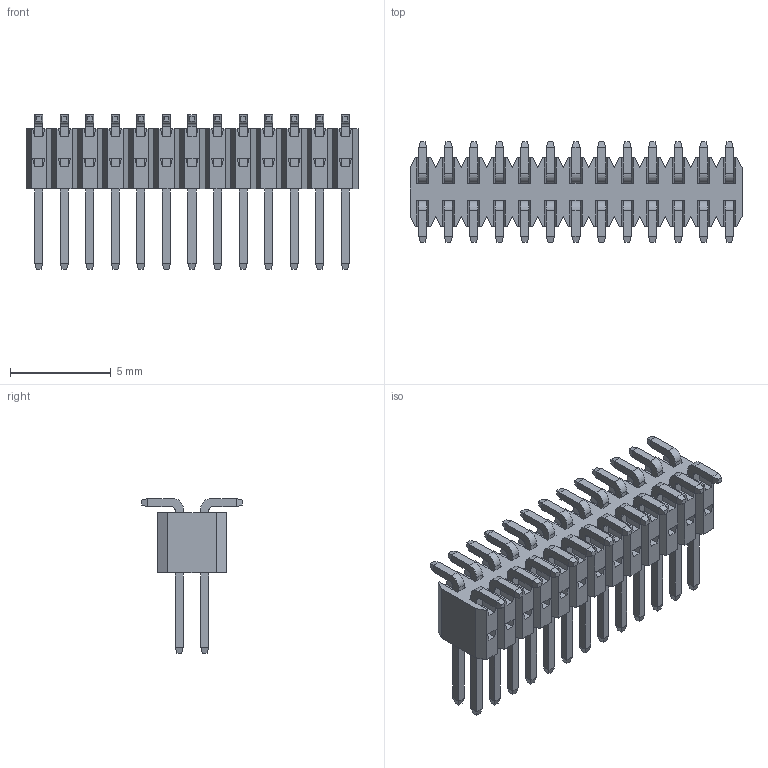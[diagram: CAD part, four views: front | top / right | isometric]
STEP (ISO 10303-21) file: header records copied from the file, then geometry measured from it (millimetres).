
FILE_DESCRIPTION (( 'STEP AP214' ), '1' );
FILE_NAME ('FPH12748-D26S1014110701M-REF.STEP', '2025-01-16T02:54:27', ( '' ), ( '' ), 'SwSTEP 2.0', 'SolidWorks 2021', '' );
FILE_SCHEMA (( 'AUTOMOTIVE_DESIGN' ));
Length unit declared in the file: millimetre
Products named in the file (1): FPH12748-D26S1014110701M-REF
Bounding box: 16.51 x 5 x 7.7 mm (x, y, z)
Volume: 174 mm3; surface area: 606 mm2
Topology: 1 solids, 1 shells, 1018 faces, 2528 edges, 1564 vertices
Faces by surface type: plane 966, cylinder 52
Entity records: 29218 total; most frequent: CARTESIAN_POINT 5111, ORIENTED_EDGE 5056, DIRECTION 4670, EDGE_CURVE 2528, VECTOR 2424, LINE 2424, VERTEX_POINT 1564, AXIS2_PLACEMENT_3D 1123
